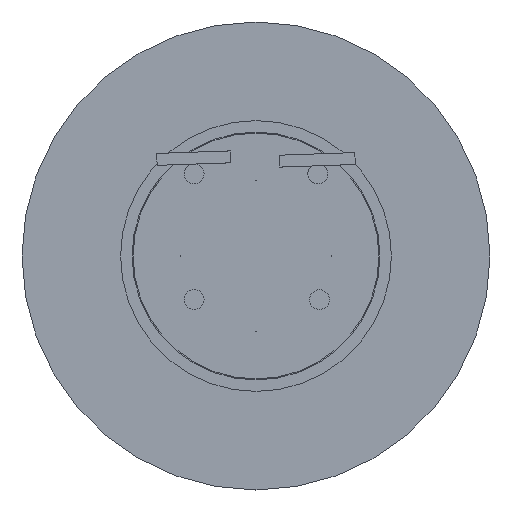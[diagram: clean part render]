
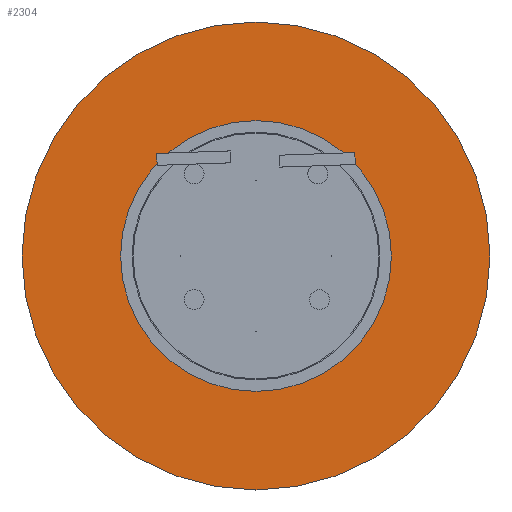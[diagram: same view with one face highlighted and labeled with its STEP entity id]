
A CAD part, left-side view. The second image highlights one B-rep face of the part: STEP entity #2304.
In plain terms, the highlighted planar face has unit normal (-1, 0, 0).
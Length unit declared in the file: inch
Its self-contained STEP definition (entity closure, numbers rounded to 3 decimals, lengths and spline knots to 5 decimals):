
#306 = VERTEX_POINT ( 'NONE', #2701 ) ;
#307 = VERTEX_POINT ( 'NONE', #2702 ) ;
#310 = VERTEX_POINT ( 'NONE', #2705 ) ;
#311 = VERTEX_POINT ( 'NONE', #2706 ) ;
#962 = CARTESIAN_POINT ( 'NONE',  ( -0.17422, 0.08232, 0.09191 ) ) ;
#963 = DIRECTION ( 'NONE',  ( 1., 0., 0. ) ) ;
#964 = DIRECTION ( 'NONE',  ( 0., 0., 1. ) ) ;
#971 = CARTESIAN_POINT ( 'NONE',  ( -0.17422, 0.08232, 0.09191 ) ) ;
#972 = DIRECTION ( 'NONE',  ( -1., 0., 0. ) ) ;
#973 = DIRECTION ( 'NONE',  ( 0., 0., 1. ) ) ;
#2304 = ADVANCED_FACE ( 'NONE', ( #4750, #4755 ), #3303, .F. ) ;
#2460 = EDGE_CURVE ( 'NONE', #311, #310, #4980, .T. ) ;
#2461 = EDGE_CURVE ( 'NONE', #307, #306, #4981, .T. ) ;
#2701 = CARTESIAN_POINT ( 'NONE',  ( -0.17422, 0.08232, -0.49809 ) ) ;
#2702 = CARTESIAN_POINT ( 'NONE',  ( -0.17422, 0.08232, 0.68191 ) ) ;
#2705 = CARTESIAN_POINT ( 'NONE',  ( -0.17422, 0.08232, -0.24959 ) ) ;
#2706 = CARTESIAN_POINT ( 'NONE',  ( -0.17422, 0.08232, 0.43341 ) ) ;
#3300 = CARTESIAN_POINT ( 'NONE',  ( -0.17422, 0.67232, 0.09191 ) ) ;
#3303 = PLANE ( 'NONE',  #5321 ) ;
#3305 = DIRECTION ( 'NONE',  ( 1., 0., 0. ) ) ;
#3306 = DIRECTION ( 'NONE',  ( 0., 0., -1. ) ) ;
#4750 = FACE_OUTER_BOUND ( 'NONE', #6742, .T. ) ;
#4755 = FACE_BOUND ( 'NONE', #6735, .T. ) ;
#4980 = CIRCLE ( 'NONE', #5467, 0.3415 ) ;
#4981 = CIRCLE ( 'NONE', #5468, 0.59 ) ;
#5321 = AXIS2_PLACEMENT_3D ( 'NONE', #3300, #3305, #3306 ) ;
#5467 = AXIS2_PLACEMENT_3D ( 'NONE', #7272, #7273, #7274 ) ;
#5468 = AXIS2_PLACEMENT_3D ( 'NONE', #7276, #7277, #7278 ) ;
#5525 = EDGE_CURVE ( 'NONE', #306, #307, #6516, .T. ) ;
#5529 = EDGE_CURVE ( 'NONE', #310, #311, #6515, .T. ) ;
#6048 = AXIS2_PLACEMENT_3D ( 'NONE', #962, #963, #964 ) ;
#6050 = AXIS2_PLACEMENT_3D ( 'NONE', #971, #972, #973 ) ;
#6515 = CIRCLE ( 'NONE', #6050, 0.3415 ) ;
#6516 = CIRCLE ( 'NONE', #6048, 0.59 ) ;
#6735 = EDGE_LOOP ( 'NONE', ( #6932, #6931 ) ) ;
#6742 = EDGE_LOOP ( 'NONE', ( #6934, #6933 ) ) ;
#6931 = ORIENTED_EDGE ( 'NONE', *, *, #5529, .F. ) ;
#6932 = ORIENTED_EDGE ( 'NONE', *, *, #2460, .F. ) ;
#6933 = ORIENTED_EDGE ( 'NONE', *, *, #5525, .F. ) ;
#6934 = ORIENTED_EDGE ( 'NONE', *, *, #2461, .F. ) ;
#7272 = CARTESIAN_POINT ( 'NONE',  ( -0.17422, 0.08232, 0.09191 ) ) ;
#7273 = DIRECTION ( 'NONE',  ( -1., 0., 0. ) ) ;
#7274 = DIRECTION ( 'NONE',  ( 0., 0., 1. ) ) ;
#7276 = CARTESIAN_POINT ( 'NONE',  ( -0.17422, 0.08232, 0.09191 ) ) ;
#7277 = DIRECTION ( 'NONE',  ( 1., 0., 0. ) ) ;
#7278 = DIRECTION ( 'NONE',  ( 0., 0., 1. ) ) ;
